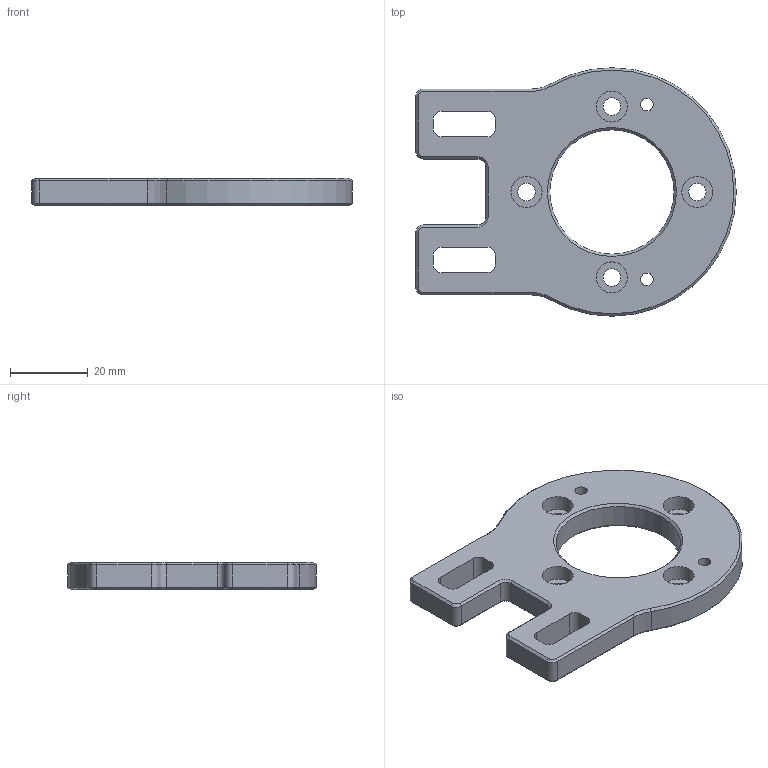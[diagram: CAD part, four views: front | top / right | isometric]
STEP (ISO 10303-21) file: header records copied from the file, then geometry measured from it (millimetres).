
FILE_DESCRIPTION(/* description */ (''),/* implementation_level */ '2;1');
FILE_NAME(/* name */ 'motor_plate.stp',/* time_stamp */ '2017-12-13T08:36:25-05:00',/* author */ ('Tobias'),/* organization */ (''),/* preprocessor_version */ 'ST-DEVELOPER v16.5',/* originating_system */ 'Autodesk Inventor 2017',/* authorisation */ '');
FILE_SCHEMA (('AUTOMOTIVE_DESIGN { 1 0 10303 214 3 1 1 }'));
Length unit declared in the file: millimetre
Products named in the file (1): Enertion carbon plate
Bounding box: 82.5 x 64 x 7 mm (x, y, z)
Volume: 20500.4 mm3; surface area: 9792.7 mm2
Topology: 1 solids, 1 shells, 83 faces, 199 edges, 122 vertices
Faces by surface type: plane 35, cylinder 28, cone 20
Full cylindrical faces by diameter (mm): 3.242 x2, 4.5 x4, 8 x4, 32 x1
Entity records: 2376 total; most frequent: DIRECTION 428, CARTESIAN_POINT 388, ORIENTED_EDGE 368, EDGE_CURVE 184, AXIS2_PLACEMENT_3D 160, VERTEX_POINT 120, EDGE_LOOP 118, LINE 108
